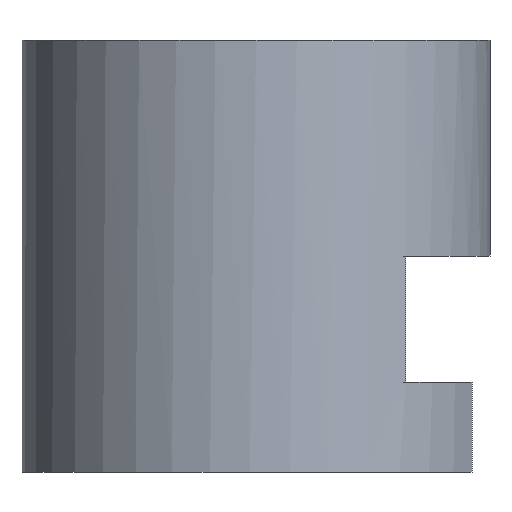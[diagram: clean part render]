
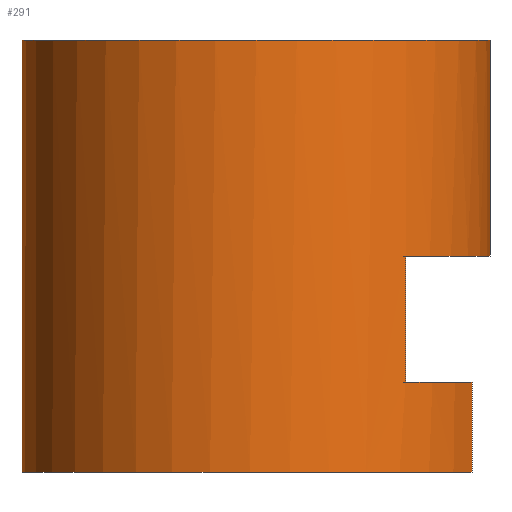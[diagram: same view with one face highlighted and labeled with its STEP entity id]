
A CAD part, front view. The second image highlights one B-rep face of the part: STEP entity #291.
In plain terms, the highlighted cylindrical face has radius 6.5 mm (diameter 13 mm), a partial arc.
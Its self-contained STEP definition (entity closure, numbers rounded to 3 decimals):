
#39 = LINE ( 'NONE', #615, #1065 ) ;
#97 = CARTESIAN_POINT ( 'NONE',  ( 0., 0., -6. ) ) ;
#105 = VECTOR ( 'NONE', #665, 1000. ) ;
#106 = CARTESIAN_POINT ( 'NONE',  ( 6., -2.5, -3.5 ) ) ;
#115 = DIRECTION ( 'NONE',  ( 1., 0., 0. ) ) ;
#147 = CARTESIAN_POINT ( 'NONE',  ( -6.5, 0., 6. ) ) ;
#150 = EDGE_CURVE ( 'NONE', #431, #1126, #219, .T. ) ;
#166 = AXIS2_PLACEMENT_3D ( 'NONE', #97, #1346, #666 ) ;
#168 = CARTESIAN_POINT ( 'NONE',  ( -6.5, 0., 6. ) ) ;
#201 = EDGE_CURVE ( 'NONE', #742, #952, #230, .T. ) ;
#203 = DIRECTION ( 'NONE',  ( 0., 0., -1. ) ) ;
#217 = CARTESIAN_POINT ( 'NONE',  ( 6., -2.5, 6. ) ) ;
#219 = CIRCLE ( 'NONE', #1048, 6.5 ) ;
#224 = CARTESIAN_POINT ( 'NONE',  ( 0., 0., 6. ) ) ;
#230 = CIRCLE ( 'NONE', #166, 6.5 ) ;
#239 = DIRECTION ( 'NONE',  ( 0., 0., 1. ) ) ;
#246 = CARTESIAN_POINT ( 'NONE',  ( 6.5, 0., 6. ) ) ;
#255 = LINE ( 'NONE', #246, #1421 ) ;
#281 = ORIENTED_EDGE ( 'NONE', *, *, #857, .F. ) ;
#291 = ADVANCED_FACE ( 'NONE', ( #461 ), #913, .T. ) ;
#298 = ORIENTED_EDGE ( 'NONE', *, *, #915, .F. ) ;
#302 = EDGE_CURVE ( 'NONE', #731, #1208, #307, .T. ) ;
#303 = CARTESIAN_POINT ( 'NONE',  ( 0., 0., 6. ) ) ;
#307 = CIRCLE ( 'NONE', #671, 6.5 ) ;
#374 = DIRECTION ( 'NONE',  ( -1., 0., 0. ) ) ;
#380 = CARTESIAN_POINT ( 'NONE',  ( 4.153, -5., -3.5 ) ) ;
#383 = ORIENTED_EDGE ( 'NONE', *, *, #623, .T. ) ;
#402 = VECTOR ( 'NONE', #203, 1000. ) ;
#431 = VERTEX_POINT ( 'NONE', #1385 ) ;
#461 = FACE_OUTER_BOUND ( 'NONE', #1227, .T. ) ;
#485 = EDGE_CURVE ( 'NONE', #1208, #1126, #39, .T. ) ;
#492 = ORIENTED_EDGE ( 'NONE', *, *, #302, .T. ) ;
#534 = CARTESIAN_POINT ( 'NONE',  ( -6.5, 0., -6. ) ) ;
#578 = DIRECTION ( 'NONE',  ( 0., 0., -1. ) ) ;
#614 = CARTESIAN_POINT ( 'NONE',  ( 4.153, -5., 0. ) ) ;
#615 = CARTESIAN_POINT ( 'NONE',  ( 4.153, -5., 6. ) ) ;
#623 = EDGE_CURVE ( 'NONE', #1201, #742, #1314, .T. ) ;
#665 = DIRECTION ( 'NONE',  ( 0., 0., 1. ) ) ;
#666 = DIRECTION ( 'NONE',  ( 1., 0., 0. ) ) ;
#669 = ORIENTED_EDGE ( 'NONE', *, *, #201, .T. ) ;
#671 = AXIS2_PLACEMENT_3D ( 'NONE', #1040, #578, #1261 ) ;
#691 = DIRECTION ( 'NONE',  ( -1., 0., 0. ) ) ;
#731 = VERTEX_POINT ( 'NONE', #106 ) ;
#742 = VERTEX_POINT ( 'NONE', #534 ) ;
#775 = LINE ( 'NONE', #217, #105 ) ;
#825 = CARTESIAN_POINT ( 'NONE',  ( 6., -2.5, -6. ) ) ;
#829 = DIRECTION ( 'NONE',  ( 0., 0., 1. ) ) ;
#835 = EDGE_CURVE ( 'NONE', #952, #731, #775, .T. ) ;
#847 = ORIENTED_EDGE ( 'NONE', *, *, #150, .F. ) ;
#852 = AXIS2_PLACEMENT_3D ( 'NONE', #303, #1383, #691 ) ;
#857 = EDGE_CURVE ( 'NONE', #1201, #1013, #1025, .T. ) ;
#908 = AXIS2_PLACEMENT_3D ( 'NONE', #224, #239, #115 ) ;
#913 = CYLINDRICAL_SURFACE ( 'NONE', #852, 6.5 ) ;
#915 = EDGE_CURVE ( 'NONE', #1013, #431, #255, .T. ) ;
#952 = VERTEX_POINT ( 'NONE', #825 ) ;
#1013 = VERTEX_POINT ( 'NONE', #1410 ) ;
#1025 = CIRCLE ( 'NONE', #908, 6.5 ) ;
#1040 = CARTESIAN_POINT ( 'NONE',  ( 0., 0., -3.5 ) ) ;
#1048 = AXIS2_PLACEMENT_3D ( 'NONE', #1409, #1173, #374 ) ;
#1065 = VECTOR ( 'NONE', #829, 1000. ) ;
#1126 = VERTEX_POINT ( 'NONE', #614 ) ;
#1173 = DIRECTION ( 'NONE',  ( 0., 0., -1. ) ) ;
#1201 = VERTEX_POINT ( 'NONE', #168 ) ;
#1208 = VERTEX_POINT ( 'NONE', #380 ) ;
#1227 = EDGE_LOOP ( 'NONE', ( #298, #281, #383, #669, #1339, #492, #1348, #847 ) ) ;
#1261 = DIRECTION ( 'NONE',  ( -1., 0., 0. ) ) ;
#1314 = LINE ( 'NONE', #147, #402 ) ;
#1339 = ORIENTED_EDGE ( 'NONE', *, *, #835, .T. ) ;
#1346 = DIRECTION ( 'NONE',  ( 0., 0., 1. ) ) ;
#1348 = ORIENTED_EDGE ( 'NONE', *, *, #485, .T. ) ;
#1364 = DIRECTION ( 'NONE',  ( 0., 0., -1. ) ) ;
#1383 = DIRECTION ( 'NONE',  ( 0., 0., -1. ) ) ;
#1385 = CARTESIAN_POINT ( 'NONE',  ( 6.5, 0., 0. ) ) ;
#1409 = CARTESIAN_POINT ( 'NONE',  ( 0., 0., 0. ) ) ;
#1410 = CARTESIAN_POINT ( 'NONE',  ( 6.5, 0., 6. ) ) ;
#1421 = VECTOR ( 'NONE', #1364, 1000. ) ;
